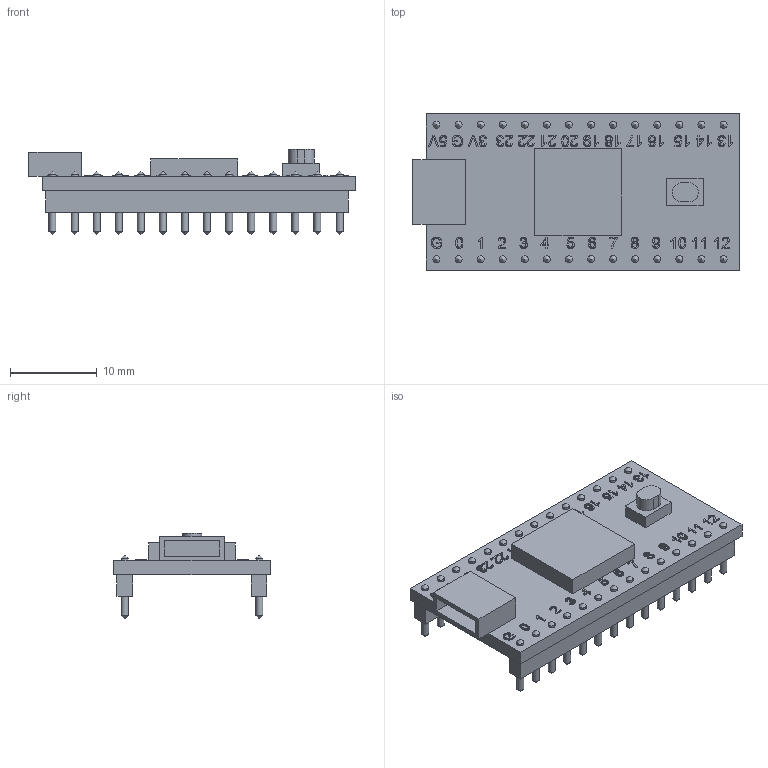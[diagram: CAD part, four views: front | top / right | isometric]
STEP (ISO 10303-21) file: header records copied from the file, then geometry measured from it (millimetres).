
FILE_DESCRIPTION(('FreeCAD Model'),'2;1');
FILE_NAME('Open CASCADE Shape Model','2021-10-11T10:07:11',('BT'),(''), 'Open CASCADE STEP processor 7.4','FreeCAD','Unknown');
FILE_SCHEMA(('AUTOMOTIVE_DESIGN { 1 0 10303 214 1 1 1 1 }'));
Length unit declared in the file: millimetre
Products named in the file (4): Teensy_4_0r0; Extrude; Extrude001; Teensy_4.0r001
Assembly tree (3 placements, depth 2):
  Teensy_4_0r0
    Extrude
    Extrude001
    Teensy_4.0r001
Bounding box: 37.5 x 18 x 9.8 mm (x, y, z)
Volume: 1753.8 mm3; surface area: 2800.2 mm2
Topology: 47 solids, 47 shells, 1027 faces, 2561 edges, 1688 vertices
Faces by surface type: extrusion 517, plane 396, cylinder 58, cone 56
Full cylindrical faces by diameter (mm): 0.8 x56
Entity records: 32965 total; most frequent: CARTESIAN_POINT 8382, ORIENTED_EDGE 5122, DIRECTION 3244, EDGE_CURVE 2561, VECTOR 1872, VERTEX_POINT 1688, B_SPLINE_CURVE_WITH_KNOTS 1551, LINE 1355
